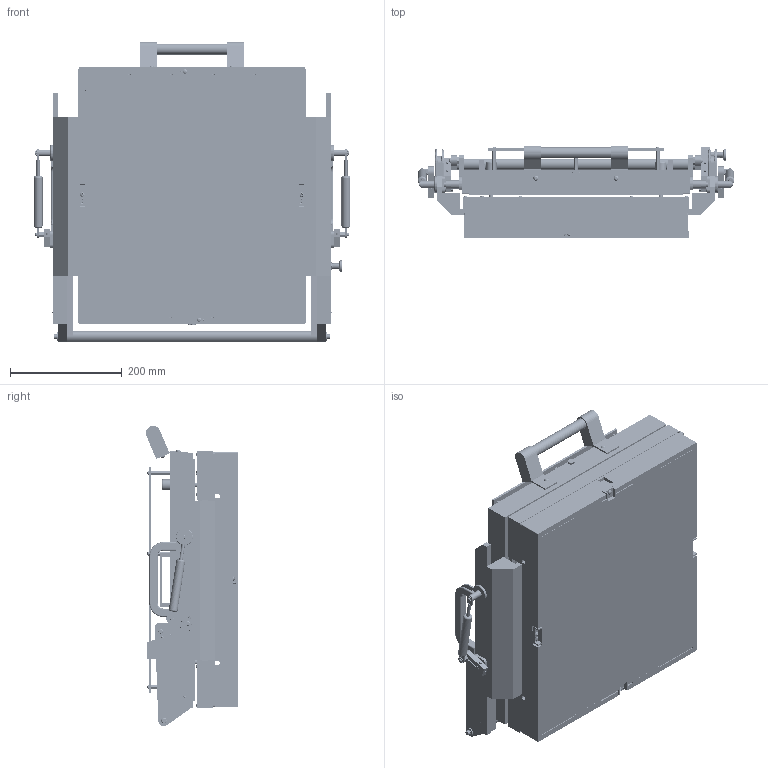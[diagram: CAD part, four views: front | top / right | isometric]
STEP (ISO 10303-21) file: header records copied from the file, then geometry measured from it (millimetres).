
FILE_DESCRIPTION (( 'STEP AP214' ), '1' );
FILE_NAME ('18084~1.STEP', '2019-07-03T10:34:39', ( '' ), ( '' ), 'SwSTEP 2.0', 'SolidWorks 2018', '' );
FILE_SCHEMA (( 'AUTOMOTIVE_DESIGN' ));
Length unit declared in the file: millimetre
Products named in the file (1): 18084~1
Bounding box: 567.8 x 165.53 x 538.59 mm (x, y, z)
Volume: 13503056.5 mm3; surface area: 3151990.3 mm2
Topology: 62 solids, 90 shells, 4190 faces, 10376 edges, 6716 vertices
Faces by surface type: plane 1661, cylinder 1408, cone 702, sphere 212, torus 115, bspline 92
Entity records: 227044 total; most frequent: CARTESIAN_POINT 103396, DIRECTION 22295, ORIENTED_EDGE 20560, EDGE_CURVE 10280, AXIS2_PLACEMENT_3D 8649, VERTEX_POINT 6716, LINE 4997, VECTOR 4997
